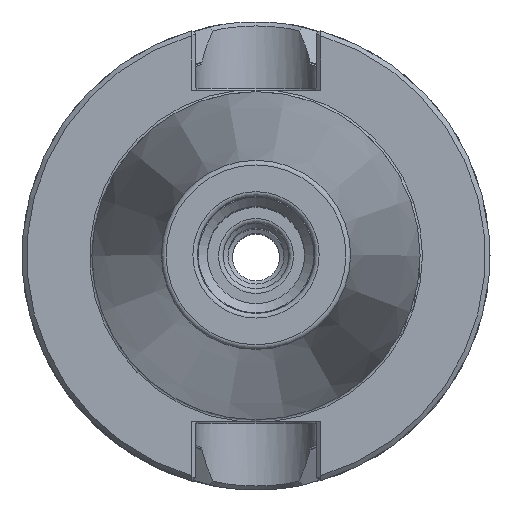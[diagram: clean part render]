
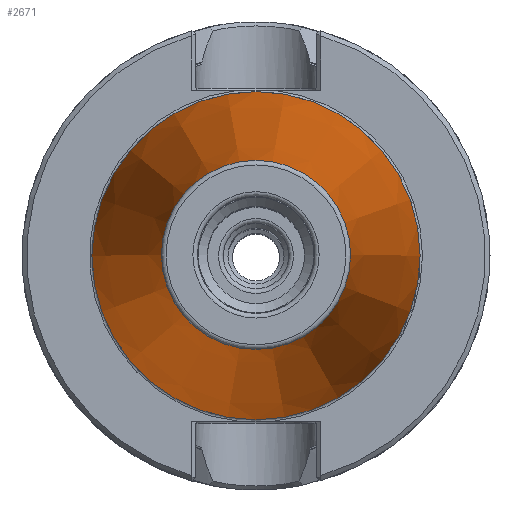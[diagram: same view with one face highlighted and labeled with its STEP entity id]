
A CAD part, top view. The second image highlights one B-rep face of the part: STEP entity #2671.
In plain terms, the highlighted conical face has half-angle 8.297 degrees and reference radius 20.204 mm.
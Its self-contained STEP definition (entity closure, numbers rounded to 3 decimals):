
#263=CONICAL_SURFACE('',#2858,20.204,0.145);
#572=ORIENTED_EDGE('',*,*,#735,.T.);
#573=ORIENTED_EDGE('',*,*,#876,.F.);
#735=EDGE_CURVE('',#956,#956,#1125,.T.);
#876=EDGE_CURVE('',#1049,#1049,#1164,.T.);
#956=VERTEX_POINT('',#3567);
#1049=VERTEX_POINT('',#4109);
#1125=CIRCLE('',#2760,35.065);
#1164=CIRCLE('',#2857,20.204);
#1301=EDGE_LOOP('',(#572));
#1302=EDGE_LOOP('',(#573));
#1511=FACE_BOUND('',#1301,.T.);
#1512=FACE_BOUND('',#1302,.T.);
#2671=ADVANCED_FACE('',(#1511,#1512),#263,.T.);
#2760=AXIS2_PLACEMENT_3D('',#3566,#3017,#3018);
#2857=AXIS2_PLACEMENT_3D('',#4108,#3267,#3268);
#2858=AXIS2_PLACEMENT_3D('',#4110,#3269,#3270);
#3017=DIRECTION('',(0.,0.,1.));
#3018=DIRECTION('',(1.,0.,0.));
#3267=DIRECTION('',(0.,0.,1.));
#3268=DIRECTION('',(1.,0.,0.));
#3269=DIRECTION('',(0.,0.,-1.));
#3270=DIRECTION('',(-1.,0.,0.));
#3566=CARTESIAN_POINT('',(0.,0.,-0.963));
#3567=CARTESIAN_POINT('',(35.065,0.,-0.963));
#4108=CARTESIAN_POINT('',(0.,0.,100.944));
#4109=CARTESIAN_POINT('',(20.204,0.,100.944));
#4110=CARTESIAN_POINT('',(0.,0.,100.944));
